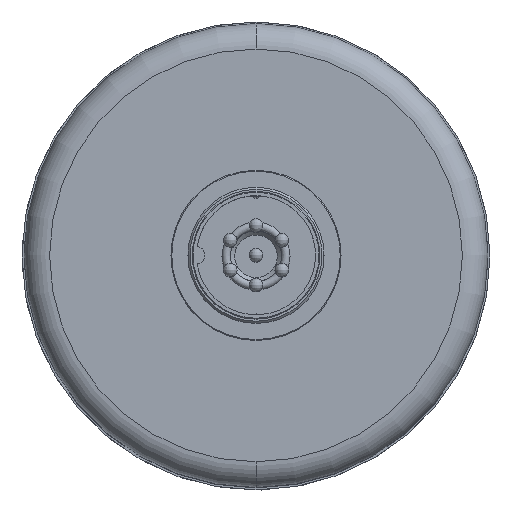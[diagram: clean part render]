
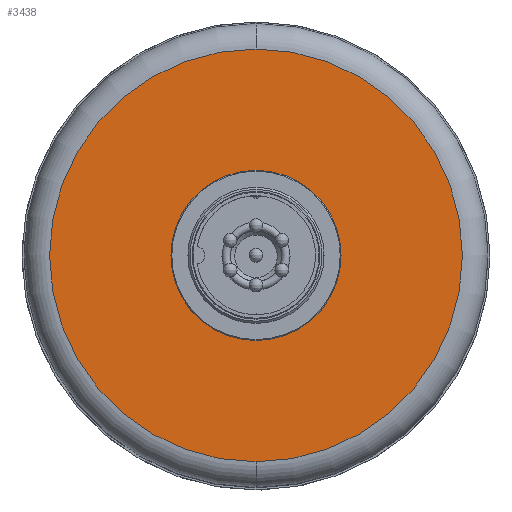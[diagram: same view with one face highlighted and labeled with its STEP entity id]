
A CAD part, top view. The second image highlights one B-rep face of the part: STEP entity #3438.
In plain terms, the highlighted planar face has unit normal (0, 0, 1).
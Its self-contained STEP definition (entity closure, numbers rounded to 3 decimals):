
#160 = EDGE_LOOP ( 'NONE', ( #1575, #2995 ) ) ;
#308 = DIRECTION ( 'NONE',  ( 0., -1., 0. ) ) ;
#438 = VERTEX_POINT ( 'NONE', #3412 ) ;
#738 = CIRCLE ( 'NONE', #750, 9.05 ) ;
#750 = AXIS2_PLACEMENT_3D ( 'NONE', #4402, #2357, #308 ) ;
#809 = CARTESIAN_POINT ( 'NONE',  ( 0., 24.255, 26.3 ) ) ;
#909 = CARTESIAN_POINT ( 'NONE',  ( 0., 0., 26.3 ) ) ;
#1037 = CARTESIAN_POINT ( 'NONE',  ( 0., 0., 26.3 ) ) ;
#1161 = CIRCLE ( 'NONE', #1307, 2. ) ;
#1215 = DIRECTION ( 'NONE',  ( 0., 0., 1. ) ) ;
#1267 = DIRECTION ( 'NONE',  ( 0., 1., 0. ) ) ;
#1307 = AXIS2_PLACEMENT_3D ( 'NONE', #1425, #3814, #1759 ) ;
#1317 = FACE_BOUND ( 'NONE', #3939, .T. ) ;
#1337 = CIRCLE ( 'NONE', #3123, 24.255 ) ;
#1385 = DIRECTION ( 'NONE',  ( 0., 1., 0. ) ) ;
#1425 = CARTESIAN_POINT ( 'NONE',  ( -10.4, 0., 26.3 ) ) ;
#1525 = EDGE_CURVE ( 'NONE', #2268, #1877, #1337, .T. ) ;
#1575 = ORIENTED_EDGE ( 'NONE', *, *, #2376, .F. ) ;
#1759 = DIRECTION ( 'NONE',  ( 0., -1., 0. ) ) ;
#1871 = PLANE ( 'NONE',  #4418 ) ;
#1877 = VERTEX_POINT ( 'NONE', #809 ) ;
#2118 = CIRCLE ( 'NONE', #2351, 24.255 ) ;
#2194 = EDGE_CURVE ( 'NONE', #438, #2436, #738, .T. ) ;
#2268 = VERTEX_POINT ( 'NONE', #4419 ) ;
#2351 = AXIS2_PLACEMENT_3D ( 'NONE', #1037, #3437, #1385 ) ;
#2357 = DIRECTION ( 'NONE',  ( 0., 0., 1. ) ) ;
#2376 = EDGE_CURVE ( 'NONE', #1877, #2268, #2118, .T. ) ;
#2436 = VERTEX_POINT ( 'NONE', #4164 ) ;
#2473 = ORIENTED_EDGE ( 'NONE', *, *, #2194, .F. ) ;
#2995 = ORIENTED_EDGE ( 'NONE', *, *, #1525, .F. ) ;
#3123 = AXIS2_PLACEMENT_3D ( 'NONE', #909, #3309, #1267 ) ;
#3158 = EDGE_CURVE ( 'NONE', #2436, #438, #1161, .T. ) ;
#3255 = CARTESIAN_POINT ( 'NONE',  ( 0., 0., 26.3 ) ) ;
#3309 = DIRECTION ( 'NONE',  ( 0., 0., -1. ) ) ;
#3412 = CARTESIAN_POINT ( 'NONE',  ( -8.945, -1.373, 26.3 ) ) ;
#3437 = DIRECTION ( 'NONE',  ( 0., 0., -1. ) ) ;
#3438 = ADVANCED_FACE ( 'NONE', ( #1317, #4050 ), #1871, .T. ) ;
#3603 = DIRECTION ( 'NONE',  ( 0., -1., 0. ) ) ;
#3814 = DIRECTION ( 'NONE',  ( 0., 0., -1. ) ) ;
#3934 = ORIENTED_EDGE ( 'NONE', *, *, #3158, .F. ) ;
#3939 = EDGE_LOOP ( 'NONE', ( #3934, #2473 ) ) ;
#4050 = FACE_OUTER_BOUND ( 'NONE', #160, .T. ) ;
#4164 = CARTESIAN_POINT ( 'NONE',  ( -8.945, 1.373, 26.3 ) ) ;
#4402 = CARTESIAN_POINT ( 'NONE',  ( 0., 0., 26.3 ) ) ;
#4418 = AXIS2_PLACEMENT_3D ( 'NONE', #3255, #1215, #3603 ) ;
#4419 = CARTESIAN_POINT ( 'NONE',  ( 0., -24.255, 26.3 ) ) ;
